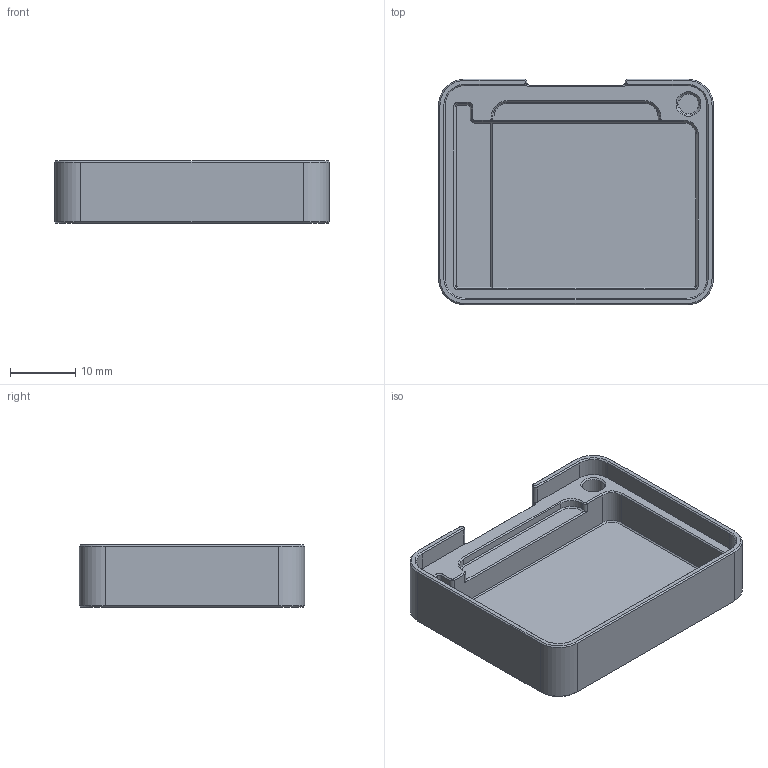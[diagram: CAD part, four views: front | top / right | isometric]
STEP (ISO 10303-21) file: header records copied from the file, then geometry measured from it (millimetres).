
FILE_DESCRIPTION(/* description */ (''),/* implementation_level */ '2;1');
FILE_NAME(/* name */ 'Switch Base Part A.step',/* time_stamp */ '2023-04-07T19:57:52+02:00',/* author */ (''),/* organization */ (''),/* preprocessor_version */ 'ST-DEVELOPER v19.2',/* originating_system */ 'Autodesk Translation Framework v12.4.0.73',/* authorisation */ '');
FILE_SCHEMA (('AUTOMOTIVE_DESIGN { 1 0 10303 214 3 1 1 }'));
Length unit declared in the file: millimetre
Products named in the file (1): Switch Base Part A
Bounding box: 42 x 34.5 x 9.5 mm (x, y, z)
Volume: 4069.4 mm3; surface area: 5311.3 mm2
Topology: 1 solids, 1 shells, 152 faces, 357 edges, 209 vertices
Faces by surface type: plane 83, cone 44, cylinder 25
Full cylindrical faces by diameter (mm): 3.4 x1
Entity records: 4283 total; most frequent: DIRECTION 756, CARTESIAN_POINT 737, ORIENTED_EDGE 714, EDGE_CURVE 357, LINE 256, VECTOR 256, AXIS2_PLACEMENT_3D 250, VERTEX_POINT 209
